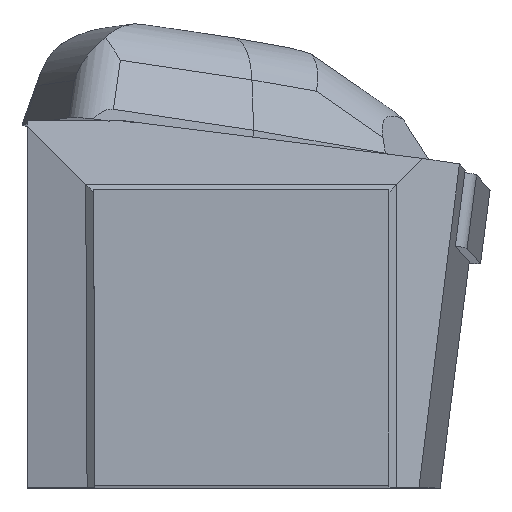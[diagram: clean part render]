
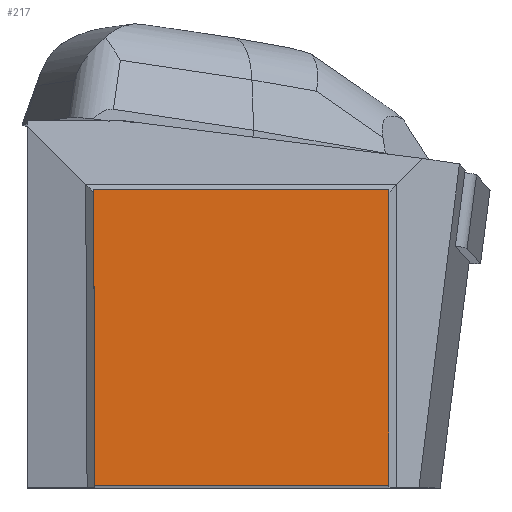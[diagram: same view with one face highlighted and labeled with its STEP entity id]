
A CAD part, top view. The second image highlights one B-rep face of the part: STEP entity #217.
In plain terms, the highlighted planar face has unit normal (0, 0, 1).
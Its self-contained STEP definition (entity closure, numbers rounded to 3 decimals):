
#146=FACE_OUTER_BOUND('',#663,.T.);
#217=ADVANCED_FACE('BLANK_BOXF006',(#146),#282,.F.);
#282=PLANE('',#1557);
#386=LINE('',#2248,#539);
#397=LINE('',#2269,#550);
#398=LINE('',#2271,#551);
#399=LINE('',#2273,#552);
#539=VECTOR('',#1782,1.);
#550=VECTOR('',#1799,1.);
#551=VECTOR('',#1800,1.);
#552=VECTOR('',#1801,1.);
#663=EDGE_LOOP('',(#851,#852,#853,#854));
#851=ORIENTED_EDGE('',*,*,#1323,.T.);
#852=ORIENTED_EDGE('',*,*,#1324,.T.);
#853=ORIENTED_EDGE('',*,*,#1325,.T.);
#854=ORIENTED_EDGE('',*,*,#1312,.T.);
#1166=VERTEX_POINT('',#2247);
#1167=VERTEX_POINT('',#2249);
#1174=VERTEX_POINT('',#2270);
#1175=VERTEX_POINT('',#2272);
#1312=EDGE_CURVE('',#1167,#1166,#386,.T.);
#1323=EDGE_CURVE('',#1166,#1174,#397,.T.);
#1324=EDGE_CURVE('',#1174,#1175,#398,.T.);
#1325=EDGE_CURVE('',#1175,#1167,#399,.T.);
#1557=AXIS2_PLACEMENT_3D('',#2274,#1802,#1803);
#1782=DIRECTION('',(1.,0.,0.));
#1799=DIRECTION('',(0.,1.,0.));
#1800=DIRECTION('',(-1.,0.,0.));
#1801=DIRECTION('',(0.004,-1.,0.));
#1802=DIRECTION('',(0.,0.,-1.));
#1803=DIRECTION('',(1.,0.,0.));
#2247=CARTESIAN_POINT('',(18.923,0.,0.));
#2248=CARTESIAN_POINT('',(-126.3,0.,0.));
#2249=CARTESIAN_POINT('',(0.083,0.,0.));
#2269=CARTESIAN_POINT('',(18.923,-126.3,0.));
#2270=CARTESIAN_POINT('',(18.923,18.923,0.));
#2271=CARTESIAN_POINT('',(126.3,18.923,0.));
#2272=CARTESIAN_POINT('',(0.,18.923,0.));
#2273=CARTESIAN_POINT('',(-0.469,126.299,0.));
#2274=CARTESIAN_POINT('',(37.4,-5.,0.));
